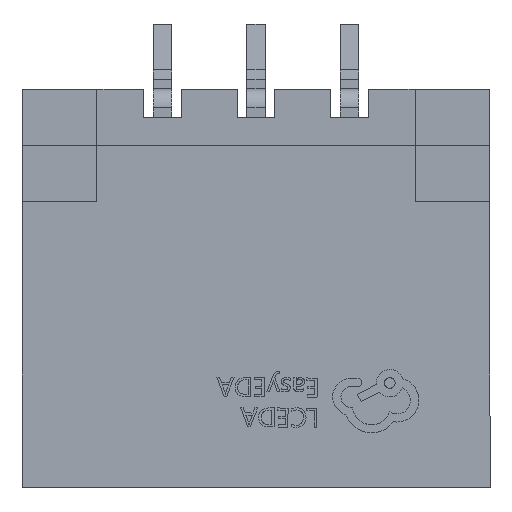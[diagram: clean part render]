
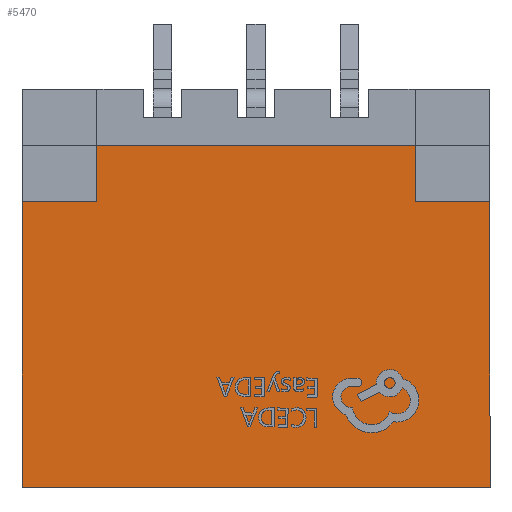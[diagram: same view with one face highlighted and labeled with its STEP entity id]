
A CAD part, top view. The second image highlights one B-rep face of the part: STEP entity #5470.
In plain terms, the highlighted planar face has unit normal (0, 0, 1).
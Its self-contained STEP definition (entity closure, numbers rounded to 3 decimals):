
#850 = CARTESIAN_POINT ( 'NONE',  ( 3.5, 0.925, 2.9 ) ) ;
#1203 = DIRECTION ( 'NONE',  ( 0., 1., 0. ) ) ;
#1492 = VERTEX_POINT ( 'NONE', #4592 ) ;
#1534 = LINE ( 'NONE', #4931, #12893 ) ;
#2278 = ORIENTED_EDGE ( 'NONE', *, *, #3185, .T. ) ;
#2283 = VECTOR ( 'NONE', #20341, 1000. ) ;
#2934 = CARTESIAN_POINT ( 'NONE',  ( -0.7, 1.525, 2.9 ) ) ;
#3185 = EDGE_CURVE ( 'NONE', #9713, #16444, #4946, .T. ) ;
#3229 = DIRECTION ( 'NONE',  ( 0., 0., 1. ) ) ;
#3351 = LINE ( 'NONE', #2934, #11121 ) ;
#3407 = DIRECTION ( 'NONE',  ( 0., 1., 0. ) ) ;
#4238 = CARTESIAN_POINT ( 'NONE',  ( 2.7, 1.525, 2.9 ) ) ;
#4592 = CARTESIAN_POINT ( 'NONE',  ( 2.7, 0.925, 2.9 ) ) ;
#4931 = CARTESIAN_POINT ( 'NONE',  ( 2.7, 0.925, 2.9 ) ) ;
#4946 = LINE ( 'NONE', #9631, #11816 ) ;
#5012 = EDGE_CURVE ( 'NONE', #10311, #18044, #9290, .T. ) ;
#5206 = CARTESIAN_POINT ( 'NONE',  ( 3.5, -2.125, 2.9 ) ) ;
#5470 = ADVANCED_FACE ( 'NONE', ( #5893 ), #16955, .T. ) ;
#5706 = CARTESIAN_POINT ( 'NONE',  ( -1.5, 0.925, 2.9 ) ) ;
#5893 = FACE_OUTER_BOUND ( 'NONE', #9142, .T. ) ;
#5948 = CARTESIAN_POINT ( 'NONE',  ( 2.7, 0.925, 2.9 ) ) ;
#7035 = LINE ( 'NONE', #8546, #16102 ) ;
#7068 = CARTESIAN_POINT ( 'NONE',  ( -1.5, -2.125, 2.9 ) ) ;
#8226 = ORIENTED_EDGE ( 'NONE', *, *, #12149, .F. ) ;
#8479 = EDGE_CURVE ( 'NONE', #16444, #10311, #11995, .T. ) ;
#8541 = CARTESIAN_POINT ( 'NONE',  ( -0.7, 0.925, 2.9 ) ) ;
#8546 = CARTESIAN_POINT ( 'NONE',  ( -0.7, 0.925, 2.9 ) ) ;
#8645 = AXIS2_PLACEMENT_3D ( 'NONE', #12877, #3229, #15928 ) ;
#8787 = ORIENTED_EDGE ( 'NONE', *, *, #18023, .F. ) ;
#9142 = EDGE_LOOP ( 'NONE', ( #10421, #8226, #8787, #12654, #2278, #17623, #15093, #9846 ) ) ;
#9290 = LINE ( 'NONE', #19039, #13387 ) ;
#9448 = DIRECTION ( 'NONE',  ( 1., 0., 0. ) ) ;
#9631 = CARTESIAN_POINT ( 'NONE',  ( -1.5, 2.125, 2.9 ) ) ;
#9713 = VERTEX_POINT ( 'NONE', #5706 ) ;
#9846 = ORIENTED_EDGE ( 'NONE', *, *, #14848, .F. ) ;
#9934 = LINE ( 'NONE', #18059, #18487 ) ;
#10311 = VERTEX_POINT ( 'NONE', #5206 ) ;
#10421 = ORIENTED_EDGE ( 'NONE', *, *, #13029, .T. ) ;
#11121 = VECTOR ( 'NONE', #9448, 1000. ) ;
#11816 = VECTOR ( 'NONE', #12974, 1000. ) ;
#11995 = LINE ( 'NONE', #7068, #2283 ) ;
#12149 = EDGE_CURVE ( 'NONE', #17598, #18289, #3351, .T. ) ;
#12436 = CARTESIAN_POINT ( 'NONE',  ( -0.7, 1.525, 2.9 ) ) ;
#12654 = ORIENTED_EDGE ( 'NONE', *, *, #14116, .T. ) ;
#12877 = CARTESIAN_POINT ( 'NONE',  ( 0., 0., 2.9 ) ) ;
#12893 = VECTOR ( 'NONE', #14318, 1000. ) ;
#12974 = DIRECTION ( 'NONE',  ( 0., -1., 0. ) ) ;
#13029 = EDGE_CURVE ( 'NONE', #1492, #18289, #1534, .T. ) ;
#13387 = VECTOR ( 'NONE', #1203, 1000. ) ;
#13865 = LINE ( 'NONE', #5948, #19846 ) ;
#14116 = EDGE_CURVE ( 'NONE', #20417, #9713, #7035, .T. ) ;
#14318 = DIRECTION ( 'NONE',  ( 0., 1., 0. ) ) ;
#14848 = EDGE_CURVE ( 'NONE', #1492, #18044, #13865, .T. ) ;
#15093 = ORIENTED_EDGE ( 'NONE', *, *, #5012, .T. ) ;
#15928 = DIRECTION ( 'NONE',  ( 1., 0., 0. ) ) ;
#16102 = VECTOR ( 'NONE', #18276, 1000. ) ;
#16444 = VERTEX_POINT ( 'NONE', #20284 ) ;
#16955 = PLANE ( 'NONE',  #8645 ) ;
#17598 = VERTEX_POINT ( 'NONE', #12436 ) ;
#17623 = ORIENTED_EDGE ( 'NONE', *, *, #8479, .T. ) ;
#18023 = EDGE_CURVE ( 'NONE', #20417, #17598, #9934, .T. ) ;
#18044 = VERTEX_POINT ( 'NONE', #850 ) ;
#18059 = CARTESIAN_POINT ( 'NONE',  ( -0.7, 0.925, 2.9 ) ) ;
#18276 = DIRECTION ( 'NONE',  ( -1., 0., 0. ) ) ;
#18289 = VERTEX_POINT ( 'NONE', #4238 ) ;
#18487 = VECTOR ( 'NONE', #3407, 1000. ) ;
#18608 = DIRECTION ( 'NONE',  ( 1., 0., 0. ) ) ;
#19039 = CARTESIAN_POINT ( 'NONE',  ( 3.5, 2.125, 2.9 ) ) ;
#19846 = VECTOR ( 'NONE', #18608, 1000. ) ;
#20284 = CARTESIAN_POINT ( 'NONE',  ( -1.5, -2.125, 2.9 ) ) ;
#20341 = DIRECTION ( 'NONE',  ( 1., 0., 0. ) ) ;
#20417 = VERTEX_POINT ( 'NONE', #8541 ) ;
